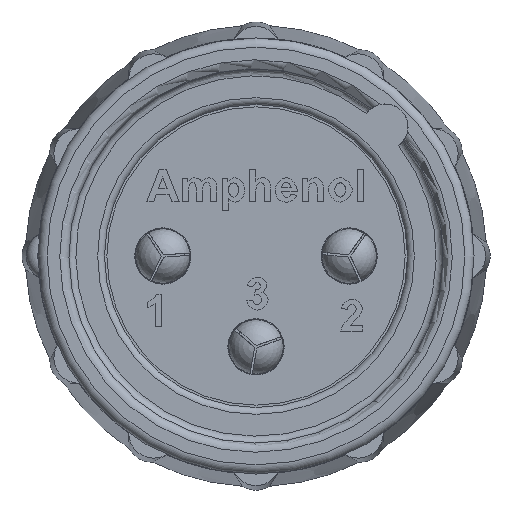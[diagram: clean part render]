
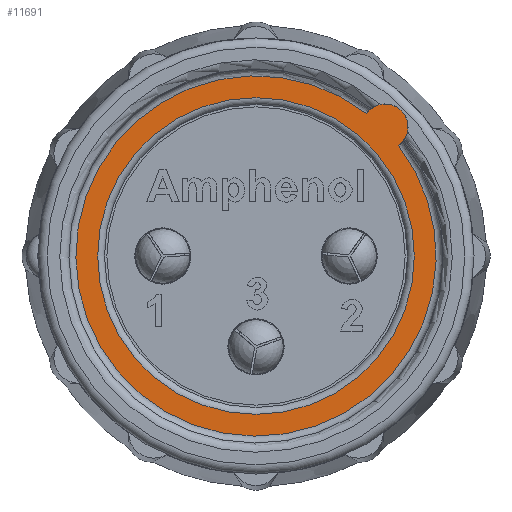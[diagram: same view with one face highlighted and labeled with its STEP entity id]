
A CAD part, left-side view. The second image highlights one B-rep face of the part: STEP entity #11691.
In plain terms, the highlighted planar face has unit normal (-1, 0, 0).
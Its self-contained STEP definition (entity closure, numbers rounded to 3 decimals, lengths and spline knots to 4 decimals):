
#229=FACE_BOUND('',#2675,.T.);
#1342=PLANE('',#12356);
#1944=FACE_OUTER_BOUND('',#2674,.T.);
#2674=EDGE_LOOP('',(#10518,#10519));
#2675=EDGE_LOOP('',(#10520));
#4522=CIRCLE('',#12279,1.);
#4544=CIRCLE('',#12350,7.85);
#4546=CIRCLE('',#12353,6.9);
#5557=VERTEX_POINT('',#34575);
#5558=VERTEX_POINT('',#34588);
#5649=VERTEX_POINT('',#37198);
#7136=EDGE_CURVE('',#5558,#5557,#4522,.T.);
#7312=EDGE_CURVE('',#5558,#5557,#4544,.T.);
#7314=EDGE_CURVE('',#5649,#5649,#4546,.T.);
#10518=ORIENTED_EDGE('',*,*,#7136,.T.);
#10519=ORIENTED_EDGE('',*,*,#7312,.F.);
#10520=ORIENTED_EDGE('',*,*,#7314,.F.);
#11691=ADVANCED_FACE('',(#1944,#229),#1342,.F.);
#12279=AXIS2_PLACEMENT_3D('',#34589,#14264,#14265);
#12350=AXIS2_PLACEMENT_3D('',#37194,#14452,#14453);
#12353=AXIS2_PLACEMENT_3D('',#37199,#14458,#14459);
#12356=AXIS2_PLACEMENT_3D('',#37203,#14464,#14465);
#14264=DIRECTION('center_axis',(-1.,0.,0.));
#14265=DIRECTION('ref_axis',(0.,-0.796,-0.606));
#14452=DIRECTION('center_axis',(1.,0.,0.));
#14453=DIRECTION('ref_axis',(0.,0.707,-0.707));
#14458=DIRECTION('center_axis',(-1.,0.,0.));
#14459=DIRECTION('ref_axis',(0.,0.,
-1.));
#14464=DIRECTION('center_axis',(1.,0.,0.));
#14465=DIRECTION('ref_axis',(0.,0.,-1.));
#34575=CARTESIAN_POINT('',(-2.4,-4.8097,6.204));
#34588=CARTESIAN_POINT('',(-2.4,-6.204,4.8097));
#34589=CARTESIAN_POINT('Origin',(-2.4,-5.625,5.625));
#37194=CARTESIAN_POINT('Origin',(-2.4,0.,0.));
#37198=CARTESIAN_POINT('',(-2.4,0.,6.9));
#37199=CARTESIAN_POINT('Origin',(-2.4,0.,0.));
#37203=CARTESIAN_POINT('Origin',(-2.4,-0.633,0.633));
